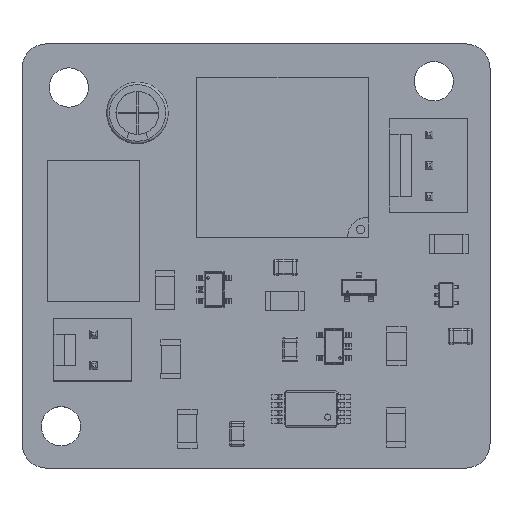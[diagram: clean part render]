
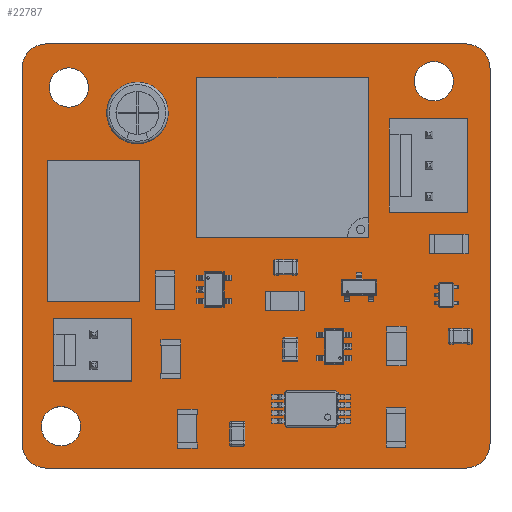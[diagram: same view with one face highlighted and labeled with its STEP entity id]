
A CAD part, top view. The second image highlights one B-rep face of the part: STEP entity #22787.
In plain terms, the highlighted planar face has unit normal (0, 0, 1).
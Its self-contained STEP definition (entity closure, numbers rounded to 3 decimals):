
#22440 = VERTEX_POINT('',#22441);
#22441 = CARTESIAN_POINT('',(185.96,-50.8,1.6));
#22447 = EDGE_CURVE('',#22440,#22448,#22450,.T.);
#22448 = VERTEX_POINT('',#22449);
#22449 = CARTESIAN_POINT('',(187.96,-52.8,1.6));
#22450 = CIRCLE('',#22451,2.);
#22451 = AXIS2_PLACEMENT_3D('',#22452,#22453,#22454);
#22452 = CARTESIAN_POINT('',(185.96,-52.8,1.6));
#22453 = DIRECTION('',(0.,0.,-1.));
#22454 = DIRECTION('',(0.,1.,0.));
#22482 = VERTEX_POINT('',#22483);
#22483 = CARTESIAN_POINT('',(151.86,-50.8,1.6));
#22489 = EDGE_CURVE('',#22482,#22440,#22490,.T.);
#22490 = LINE('',#22491,#22492);
#22491 = CARTESIAN_POINT('',(151.86,-50.8,1.6));
#22492 = VECTOR('',#22493,1.);
#22493 = DIRECTION('',(1.,0.,0.));
#22511 = EDGE_CURVE('',#22448,#22512,#22514,.T.);
#22512 = VERTEX_POINT('',#22513);
#22513 = CARTESIAN_POINT('',(187.96,-83.344,1.6));
#22514 = LINE('',#22515,#22516);
#22515 = CARTESIAN_POINT('',(187.96,-52.8,1.6));
#22516 = VECTOR('',#22517,1.);
#22517 = DIRECTION('',(0.,-1.,0.));
#22787 = ADVANCED_FACE('',(#22788,#22834,#22845,#22856,#22867,#22878,
    #22889,#22900,#22911,#22922,#22933,#22944,#22955,#22966,#22977,
    #22988,#22999,#23010,#23021),#23032,.F.);
#22788 = FACE_BOUND('',#22789,.F.);
#22789 = EDGE_LOOP('',(#22790,#22791,#22792,#22801,#22809,#22818,#22826,
    #22833));
#22790 = ORIENTED_EDGE('',*,*,#22447,.T.);
#22791 = ORIENTED_EDGE('',*,*,#22511,.T.);
#22792 = ORIENTED_EDGE('',*,*,#22793,.T.);
#22793 = EDGE_CURVE('',#22512,#22794,#22796,.T.);
#22794 = VERTEX_POINT('',#22795);
#22795 = CARTESIAN_POINT('',(185.96,-85.344,1.6));
#22796 = CIRCLE('',#22797,2.);
#22797 = AXIS2_PLACEMENT_3D('',#22798,#22799,#22800);
#22798 = CARTESIAN_POINT('',(185.96,-83.344,1.6));
#22799 = DIRECTION('',(0.,0.,-1.));
#22800 = DIRECTION('',(1.,0.,0.));
#22801 = ORIENTED_EDGE('',*,*,#22802,.T.);
#22802 = EDGE_CURVE('',#22794,#22803,#22805,.T.);
#22803 = VERTEX_POINT('',#22804);
#22804 = CARTESIAN_POINT('',(151.86,-85.344,1.6));
#22805 = LINE('',#22806,#22807);
#22806 = CARTESIAN_POINT('',(185.96,-85.344,1.6));
#22807 = VECTOR('',#22808,1.);
#22808 = DIRECTION('',(-1.,0.,0.));
#22809 = ORIENTED_EDGE('',*,*,#22810,.T.);
#22810 = EDGE_CURVE('',#22803,#22811,#22813,.T.);
#22811 = VERTEX_POINT('',#22812);
#22812 = CARTESIAN_POINT('',(149.86,-83.344,1.6));
#22813 = CIRCLE('',#22814,2.);
#22814 = AXIS2_PLACEMENT_3D('',#22815,#22816,#22817);
#22815 = CARTESIAN_POINT('',(151.86,-83.344,1.6));
#22816 = DIRECTION('',(0.,0.,-1.));
#22817 = DIRECTION('',(0.,-1.,0.));
#22818 = ORIENTED_EDGE('',*,*,#22819,.T.);
#22819 = EDGE_CURVE('',#22811,#22820,#22822,.T.);
#22820 = VERTEX_POINT('',#22821);
#22821 = CARTESIAN_POINT('',(149.86,-52.8,1.6));
#22822 = LINE('',#22823,#22824);
#22823 = CARTESIAN_POINT('',(149.86,-83.344,1.6));
#22824 = VECTOR('',#22825,1.);
#22825 = DIRECTION('',(0.,1.,0.));
#22826 = ORIENTED_EDGE('',*,*,#22827,.T.);
#22827 = EDGE_CURVE('',#22820,#22482,#22828,.T.);
#22828 = CIRCLE('',#22829,2.);
#22829 = AXIS2_PLACEMENT_3D('',#22830,#22831,#22832);
#22830 = CARTESIAN_POINT('',(151.86,-52.8,1.6));
#22831 = DIRECTION('',(0.,0.,-1.));
#22832 = DIRECTION('',(-1.,0.,-0.));
#22833 = ORIENTED_EDGE('',*,*,#22489,.T.);
#22834 = FACE_BOUND('',#22835,.F.);
#22835 = EDGE_LOOP('',(#22836));
#22836 = ORIENTED_EDGE('',*,*,#22837,.F.);
#22837 = EDGE_CURVE('',#22838,#22838,#22840,.T.);
#22838 = VERTEX_POINT('',#22839);
#22839 = CARTESIAN_POINT('',(153.035,-83.54,1.6));
#22840 = CIRCLE('',#22841,1.6);
#22841 = AXIS2_PLACEMENT_3D('',#22842,#22843,#22844);
#22842 = CARTESIAN_POINT('',(153.035,-81.94,1.6));
#22843 = DIRECTION('',(-0.,0.,-1.));
#22844 = DIRECTION('',(-0.,-1.,0.));
#22845 = FACE_BOUND('',#22846,.F.);
#22846 = EDGE_LOOP('',(#22847));
#22847 = ORIENTED_EDGE('',*,*,#22848,.F.);
#22848 = EDGE_CURVE('',#22849,#22849,#22851,.T.);
#22849 = VERTEX_POINT('',#22850);
#22850 = CARTESIAN_POINT('',(155.702,-77.472,1.6));
#22851 = CIRCLE('',#22852,0.51);
#22852 = AXIS2_PLACEMENT_3D('',#22853,#22854,#22855);
#22853 = CARTESIAN_POINT('',(155.702,-76.962,1.6));
#22854 = DIRECTION('',(-0.,0.,-1.));
#22855 = DIRECTION('',(-0.,-1.,0.));
#22856 = FACE_BOUND('',#22857,.F.);
#22857 = EDGE_LOOP('',(#22858));
#22858 = ORIENTED_EDGE('',*,*,#22859,.F.);
#22859 = EDGE_CURVE('',#22860,#22860,#22862,.T.);
#22860 = VERTEX_POINT('',#22861);
#22861 = CARTESIAN_POINT('',(155.702,-74.932,1.6));
#22862 = CIRCLE('',#22863,0.51);
#22863 = AXIS2_PLACEMENT_3D('',#22864,#22865,#22866);
#22864 = CARTESIAN_POINT('',(155.702,-74.422,1.6));
#22865 = DIRECTION('',(-0.,0.,-1.));
#22866 = DIRECTION('',(-0.,-1.,0.));
#22867 = FACE_BOUND('',#22868,.F.);
#22868 = EDGE_LOOP('',(#22869));
#22869 = ORIENTED_EDGE('',*,*,#22870,.F.);
#22870 = EDGE_CURVE('',#22871,#22871,#22873,.T.);
#22871 = VERTEX_POINT('',#22872);
#22872 = CARTESIAN_POINT('',(157.226,-69.05,1.6));
#22873 = CIRCLE('',#22874,0.47);
#22874 = AXIS2_PLACEMENT_3D('',#22875,#22876,#22877);
#22875 = CARTESIAN_POINT('',(157.226,-68.58,1.6));
#22876 = DIRECTION('',(-0.,0.,-1.));
#22877 = DIRECTION('',(-0.,-1.,0.));
#22878 = FACE_BOUND('',#22879,.F.);
#22879 = EDGE_LOOP('',(#22880));
#22880 = ORIENTED_EDGE('',*,*,#22881,.F.);
#22881 = EDGE_CURVE('',#22882,#22882,#22884,.T.);
#22882 = VERTEX_POINT('',#22883);
#22883 = CARTESIAN_POINT('',(183.,-63.781,1.6));
#22884 = CIRCLE('',#22885,0.535);
#22885 = AXIS2_PLACEMENT_3D('',#22886,#22887,#22888);
#22886 = CARTESIAN_POINT('',(183.,-63.246,1.6));
#22887 = DIRECTION('',(-0.,0.,-1.));
#22888 = DIRECTION('',(-0.,-1.,0.));
#22889 = FACE_BOUND('',#22890,.F.);
#22890 = EDGE_LOOP('',(#22891));
#22891 = ORIENTED_EDGE('',*,*,#22892,.F.);
#22892 = EDGE_CURVE('',#22893,#22893,#22895,.T.);
#22893 = VERTEX_POINT('',#22894);
#22894 = CARTESIAN_POINT('',(183.,-61.241,1.6));
#22895 = CIRCLE('',#22896,0.535);
#22896 = AXIS2_PLACEMENT_3D('',#22897,#22898,#22899);
#22897 = CARTESIAN_POINT('',(183.,-60.706,1.6));
#22898 = DIRECTION('',(-0.,0.,-1.));
#22899 = DIRECTION('',(-0.,-1.,0.));
#22900 = FACE_BOUND('',#22901,.F.);
#22901 = EDGE_LOOP('',(#22902));
#22902 = ORIENTED_EDGE('',*,*,#22903,.F.);
#22903 = EDGE_CURVE('',#22904,#22904,#22906,.T.);
#22904 = VERTEX_POINT('',#22905);
#22905 = CARTESIAN_POINT('',(173.72,-65.707,1.6));
#22906 = CIRCLE('',#22907,0.7);
#22907 = AXIS2_PLACEMENT_3D('',#22908,#22909,#22910);
#22908 = CARTESIAN_POINT('',(173.72,-65.007,1.6));
#22909 = DIRECTION('',(-0.,0.,-1.));
#22910 = DIRECTION('',(0.,-1.,-0.));
#22911 = FACE_BOUND('',#22912,.F.);
#22912 = EDGE_LOOP('',(#22913));
#22913 = ORIENTED_EDGE('',*,*,#22914,.F.);
#22914 = EDGE_CURVE('',#22915,#22915,#22917,.T.);
#22915 = VERTEX_POINT('',#22916);
#22916 = CARTESIAN_POINT('',(176.42,-61.672,1.6));
#22917 = CIRCLE('',#22918,1.165);
#22918 = AXIS2_PLACEMENT_3D('',#22919,#22920,#22921);
#22919 = CARTESIAN_POINT('',(176.42,-60.507,1.6));
#22920 = DIRECTION('',(-0.,0.,-1.));
#22921 = DIRECTION('',(-0.,-1.,0.));
#22922 = FACE_BOUND('',#22923,.F.);
#22923 = EDGE_LOOP('',(#22924));
#22924 = ORIENTED_EDGE('',*,*,#22925,.F.);
#22925 = EDGE_CURVE('',#22926,#22926,#22928,.T.);
#22926 = VERTEX_POINT('',#22927);
#22927 = CARTESIAN_POINT('',(183.,-58.701,1.6));
#22928 = CIRCLE('',#22929,0.535);
#22929 = AXIS2_PLACEMENT_3D('',#22930,#22931,#22932);
#22930 = CARTESIAN_POINT('',(183.,-58.166,1.6));
#22931 = DIRECTION('',(-0.,0.,-1.));
#22932 = DIRECTION('',(-0.,-1.,0.));
#22933 = FACE_BOUND('',#22934,.F.);
#22934 = EDGE_LOOP('',(#22935));
#22935 = ORIENTED_EDGE('',*,*,#22936,.F.);
#22936 = EDGE_CURVE('',#22937,#22937,#22939,.T.);
#22937 = VERTEX_POINT('',#22938);
#22938 = CARTESIAN_POINT('',(183.388,-55.448,1.6));
#22939 = CIRCLE('',#22940,1.6);
#22940 = AXIS2_PLACEMENT_3D('',#22941,#22942,#22943);
#22941 = CARTESIAN_POINT('',(183.388,-53.848,1.6));
#22942 = DIRECTION('',(-0.,0.,-1.));
#22943 = DIRECTION('',(-0.,-1.,0.));
#22944 = FACE_BOUND('',#22945,.F.);
#22945 = EDGE_LOOP('',(#22946));
#22946 = ORIENTED_EDGE('',*,*,#22947,.F.);
#22947 = EDGE_CURVE('',#22948,#22948,#22950,.T.);
#22948 = VERTEX_POINT('',#22949);
#22949 = CARTESIAN_POINT('',(170.72,-56.272,1.6));
#22950 = CIRCLE('',#22951,1.165);
#22951 = AXIS2_PLACEMENT_3D('',#22952,#22953,#22954);
#22952 = CARTESIAN_POINT('',(170.72,-55.107,1.6));
#22953 = DIRECTION('',(-0.,0.,-1.));
#22954 = DIRECTION('',(0.,-1.,-0.));
#22955 = FACE_BOUND('',#22956,.F.);
#22956 = EDGE_LOOP('',(#22957));
#22957 = ORIENTED_EDGE('',*,*,#22958,.F.);
#22958 = EDGE_CURVE('',#22959,#22959,#22961,.T.);
#22959 = VERTEX_POINT('',#22960);
#22960 = CARTESIAN_POINT('',(167.72,-65.707,1.6));
#22961 = CIRCLE('',#22962,0.7);
#22962 = AXIS2_PLACEMENT_3D('',#22963,#22964,#22965);
#22963 = CARTESIAN_POINT('',(167.72,-65.007,1.6));
#22964 = DIRECTION('',(-0.,0.,-1.));
#22965 = DIRECTION('',(0.,-1.,-0.));
#22966 = FACE_BOUND('',#22967,.F.);
#22967 = EDGE_LOOP('',(#22968));
#22968 = ORIENTED_EDGE('',*,*,#22969,.F.);
#22969 = EDGE_CURVE('',#22970,#22970,#22972,.T.);
#22970 = VERTEX_POINT('',#22971);
#22971 = CARTESIAN_POINT('',(165.72,-61.672,1.6));
#22972 = CIRCLE('',#22973,1.165);
#22973 = AXIS2_PLACEMENT_3D('',#22974,#22975,#22976);
#22974 = CARTESIAN_POINT('',(165.72,-60.507,1.6));
#22975 = DIRECTION('',(-0.,0.,-1.));
#22976 = DIRECTION('',(0.,-1.,-0.));
#22977 = FACE_BOUND('',#22978,.F.);
#22978 = EDGE_LOOP('',(#22979));
#22979 = ORIENTED_EDGE('',*,*,#22980,.F.);
#22980 = EDGE_CURVE('',#22981,#22981,#22983,.T.);
#22981 = VERTEX_POINT('',#22982);
#22982 = CARTESIAN_POINT('',(157.226,-66.51,1.6));
#22983 = CIRCLE('',#22984,0.47);
#22984 = AXIS2_PLACEMENT_3D('',#22985,#22986,#22987);
#22985 = CARTESIAN_POINT('',(157.226,-66.04,1.6));
#22986 = DIRECTION('',(-0.,0.,-1.));
#22987 = DIRECTION('',(-0.,-1.,0.));
#22988 = FACE_BOUND('',#22989,.F.);
#22989 = EDGE_LOOP('',(#22990));
#22990 = ORIENTED_EDGE('',*,*,#22991,.F.);
#22991 = EDGE_CURVE('',#22992,#22992,#22994,.T.);
#22992 = VERTEX_POINT('',#22993);
#22993 = CARTESIAN_POINT('',(157.226,-63.97,1.6));
#22994 = CIRCLE('',#22995,0.47);
#22995 = AXIS2_PLACEMENT_3D('',#22996,#22997,#22998);
#22996 = CARTESIAN_POINT('',(157.226,-63.5,1.6));
#22997 = DIRECTION('',(-0.,0.,-1.));
#22998 = DIRECTION('',(-0.,-1.,0.));
#22999 = FACE_BOUND('',#23000,.F.);
#23000 = EDGE_LOOP('',(#23001));
#23001 = ORIENTED_EDGE('',*,*,#23002,.F.);
#23002 = EDGE_CURVE('',#23003,#23003,#23005,.T.);
#23003 = VERTEX_POINT('',#23004);
#23004 = CARTESIAN_POINT('',(159.258,-57.833,1.6));
#23005 = CIRCLE('',#23006,0.4);
#23006 = AXIS2_PLACEMENT_3D('',#23007,#23008,#23009);
#23007 = CARTESIAN_POINT('',(159.258,-57.433,1.6));
#23008 = DIRECTION('',(-0.,0.,-1.));
#23009 = DIRECTION('',(0.,-1.,-0.));
#23010 = FACE_BOUND('',#23011,.F.);
#23011 = EDGE_LOOP('',(#23012));
#23012 = ORIENTED_EDGE('',*,*,#23013,.F.);
#23013 = EDGE_CURVE('',#23014,#23014,#23016,.T.);
#23014 = VERTEX_POINT('',#23015);
#23015 = CARTESIAN_POINT('',(159.258,-55.833,1.6));
#23016 = CIRCLE('',#23017,0.4);
#23017 = AXIS2_PLACEMENT_3D('',#23018,#23019,#23020);
#23018 = CARTESIAN_POINT('',(159.258,-55.433,1.6));
#23019 = DIRECTION('',(-0.,0.,-1.));
#23020 = DIRECTION('',(0.,-1.,-0.));
#23021 = FACE_BOUND('',#23022,.F.);
#23022 = EDGE_LOOP('',(#23023));
#23023 = ORIENTED_EDGE('',*,*,#23024,.F.);
#23024 = EDGE_CURVE('',#23025,#23025,#23027,.T.);
#23025 = VERTEX_POINT('',#23026);
#23026 = CARTESIAN_POINT('',(153.67,-55.956,1.6));
#23027 = CIRCLE('',#23028,1.6);
#23028 = AXIS2_PLACEMENT_3D('',#23029,#23030,#23031);
#23029 = CARTESIAN_POINT('',(153.67,-54.356,1.6));
#23030 = DIRECTION('',(-0.,0.,-1.));
#23031 = DIRECTION('',(0.,-1.,0.));
#23032 = PLANE('',#23033);
#23033 = AXIS2_PLACEMENT_3D('',#23034,#23035,#23036);
#23034 = CARTESIAN_POINT('',(168.91,-68.072,1.6));
#23035 = DIRECTION('',(-0.,-0.,-1.));
#23036 = DIRECTION('',(-1.,0.,0.));
